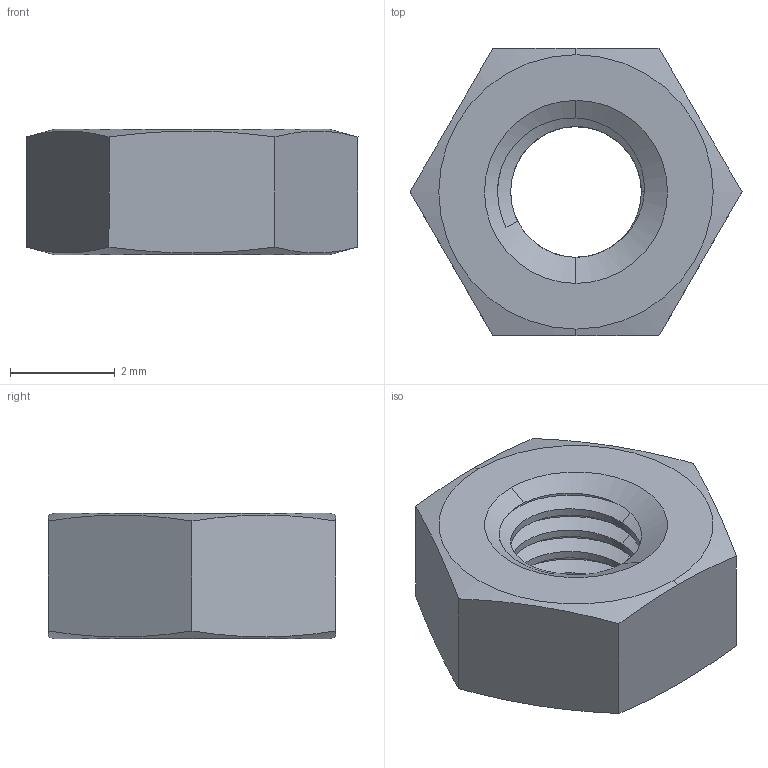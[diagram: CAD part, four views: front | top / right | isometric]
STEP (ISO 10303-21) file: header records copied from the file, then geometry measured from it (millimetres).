
FILE_DESCRIPTION (( 'STEP AP214' ), '1' );
FILE_NAME ('User Library-M3x2.4mm Hex Nut.STEP', '2020-08-19T15:16:28', ( '' ), ( '' ), 'SwSTEP 2.0', 'SolidWorks 2020', '' );
FILE_SCHEMA (( 'AUTOMOTIVE_DESIGN' ));
Length unit declared in the file: millimetre
Products named in the file (1): User Library-M3x2.4mm Hex Nut
Bounding box: 6.35 x 5.5 x 2.4 mm (x, y, z)
Volume: 47.7 mm3; surface area: 111.8 mm2
Topology: 1 solids, 1 shells, 40 faces, 101 edges, 63 vertices
Faces by surface type: bspline 15, cylinder 9, cone 8, plane 8
Entity records: 2600 total; most frequent: CARTESIAN_POINT 1743, ORIENTED_EDGE 202, DIRECTION 114, EDGE_CURVE 101, VERTEX_POINT 63, B_SPLINE_CURVE_WITH_KNOTS 53, EDGE_LOOP 42, ADVANCED_FACE 40
